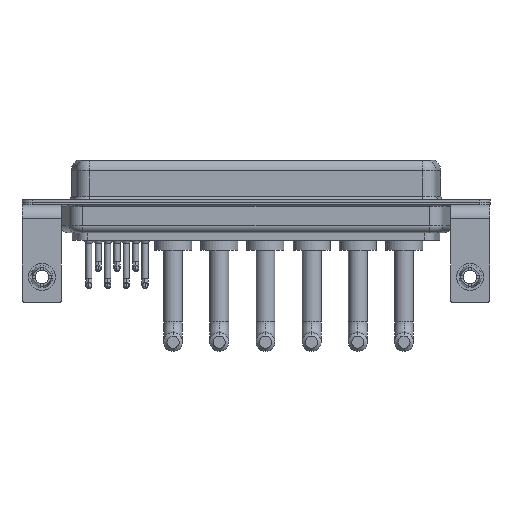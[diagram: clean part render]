
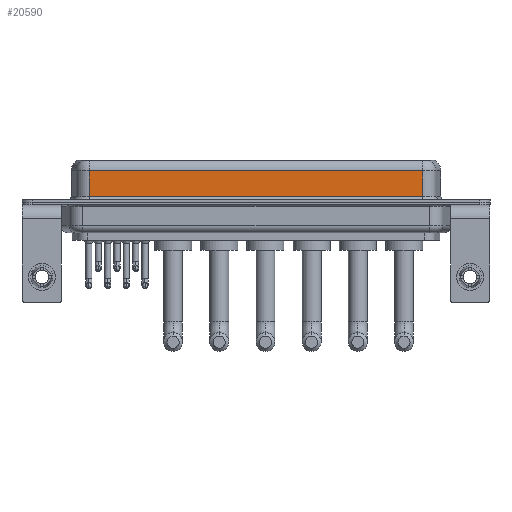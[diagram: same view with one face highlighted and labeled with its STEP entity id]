
A CAD part, front view. The second image highlights one B-rep face of the part: STEP entity #20590.
In plain terms, the highlighted planar face has unit normal (0, -1, 0).
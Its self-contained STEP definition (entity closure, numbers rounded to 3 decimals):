
#60 = CARTESIAN_POINT ( 'NONE',  ( 56.462, -3.95, 6.4 ) ) ;
#630 = VERTEX_POINT ( 'NONE', #20058 ) ;
#1634 = EDGE_CURVE ( 'NONE', #8432, #13360, #16337, .T. ) ;
#1925 = AXIS2_PLACEMENT_3D ( 'NONE', #60, #3439, #10496 ) ;
#2480 = ORIENTED_EDGE ( 'NONE', *, *, #4325, .T. ) ;
#3439 = DIRECTION ( 'NONE',  ( 0., 1., 0. ) ) ;
#3519 = ORIENTED_EDGE ( 'NONE', *, *, #3667, .T. ) ;
#3528 = VECTOR ( 'NONE', #13477, 1000. ) ;
#3667 = EDGE_CURVE ( 'NONE', #630, #20363, #5402, .T. ) ;
#4325 = EDGE_CURVE ( 'NONE', #8432, #630, #7479, .T. ) ;
#4512 = CARTESIAN_POINT ( 'NONE',  ( 56.462, -3.95, 4.65 ) ) ;
#5402 = LINE ( 'NONE', #17052, #3528 ) ;
#5493 = DIRECTION ( 'NONE',  ( 1., 0., 0. ) ) ;
#6801 = EDGE_CURVE ( 'NONE', #20363, #13360, #10539, .T. ) ;
#7479 = LINE ( 'NONE', #4512, #12274 ) ;
#8093 = FACE_OUTER_BOUND ( 'NONE', #19792, .T. ) ;
#8299 = PLANE ( 'NONE',  #1925 ) ;
#8432 = VERTEX_POINT ( 'NONE', #11361 ) ;
#10496 = DIRECTION ( 'NONE',  ( 0., 0., 1. ) ) ;
#10539 = LINE ( 'NONE', #16940, #13028 ) ;
#10561 = ORIENTED_EDGE ( 'NONE', *, *, #6801, .T. ) ;
#10936 = DIRECTION ( 'NONE',  ( -1., 0., 0. ) ) ;
#11307 = CARTESIAN_POINT ( 'NONE',  ( 56.462, -3.95, 6.4 ) ) ;
#11361 = CARTESIAN_POINT ( 'NONE',  ( 56.462, -3.95, 4.65 ) ) ;
#12236 = CARTESIAN_POINT ( 'NONE',  ( 7.038, -3.95, 0.9 ) ) ;
#12274 = VECTOR ( 'NONE', #10936, 1000. ) ;
#13028 = VECTOR ( 'NONE', #5493, 1000. ) ;
#13053 = ORIENTED_EDGE ( 'NONE', *, *, #1634, .F. ) ;
#13360 = VERTEX_POINT ( 'NONE', #14511 ) ;
#13477 = DIRECTION ( 'NONE',  ( 0., 0., -1. ) ) ;
#14511 = CARTESIAN_POINT ( 'NONE',  ( 56.462, -3.95, 0.9 ) ) ;
#14565 = VECTOR ( 'NONE', #19296, 1000. ) ;
#16337 = LINE ( 'NONE', #11307, #14565 ) ;
#16940 = CARTESIAN_POINT ( 'NONE',  ( 56.462, -3.95, 0.9 ) ) ;
#17052 = CARTESIAN_POINT ( 'NONE',  ( 7.038, -3.95, 6.4 ) ) ;
#19296 = DIRECTION ( 'NONE',  ( 0., 0., -1. ) ) ;
#19792 = EDGE_LOOP ( 'NONE', ( #13053, #2480, #3519, #10561 ) ) ;
#20058 = CARTESIAN_POINT ( 'NONE',  ( 7.038, -3.95, 4.65 ) ) ;
#20363 = VERTEX_POINT ( 'NONE', #12236 ) ;
#20590 = ADVANCED_FACE ( 'NONE', ( #8093 ), #8299, .F. ) ;
